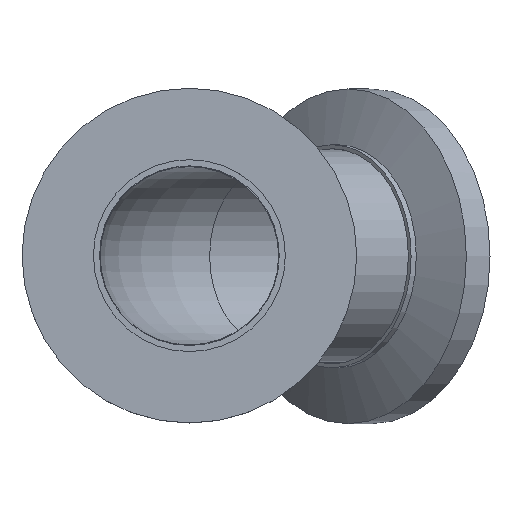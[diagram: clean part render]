
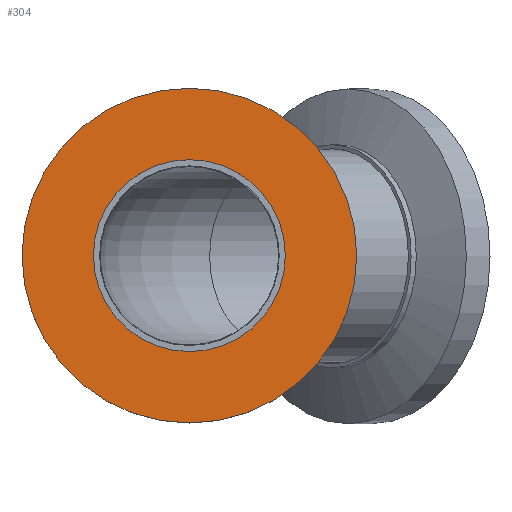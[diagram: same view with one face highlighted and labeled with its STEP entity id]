
A CAD part, top view. The second image highlights one B-rep face of the part: STEP entity #304.
In plain terms, the highlighted face is planar.
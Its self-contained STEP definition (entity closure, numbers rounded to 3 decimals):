
#36=FACE_BOUND('',#77,.T.);
#42=PLANE('',#396);
#55=FACE_OUTER_BOUND('',#76,.T.);
#76=EDGE_LOOP('',(#254,#255));
#77=EDGE_LOOP('',(#256,#257));
#110=CIRCLE('',#370,15.);
#111=CIRCLE('',#371,15.);
#126=CIRCLE('',#394,8.6);
#127=CIRCLE('',#395,8.6);
#140=VERTEX_POINT('',#544);
#141=VERTEX_POINT('',#546);
#156=VERTEX_POINT('',#589);
#157=VERTEX_POINT('',#591);
#169=EDGE_CURVE('',#140,#141,#110,.T.);
#170=EDGE_CURVE('',#141,#140,#111,.T.);
#190=EDGE_CURVE('',#157,#156,#126,.T.);
#191=EDGE_CURVE('',#156,#157,#127,.T.);
#254=ORIENTED_EDGE('',*,*,#170,.F.);
#255=ORIENTED_EDGE('',*,*,#169,.F.);
#256=ORIENTED_EDGE('',*,*,#190,.T.);
#257=ORIENTED_EDGE('',*,*,#191,.T.);
#304=ADVANCED_FACE('',(#55,#36),#42,.T.);
#370=AXIS2_PLACEMENT_3D('',#547,#430,#431);
#371=AXIS2_PLACEMENT_3D('',#548,#432,#433);
#394=AXIS2_PLACEMENT_3D('',#592,#483,#484);
#395=AXIS2_PLACEMENT_3D('',#593,#485,#486);
#396=AXIS2_PLACEMENT_3D('',#594,#487,#488);
#430=DIRECTION('center_axis',(0.,1.,0.));
#431=DIRECTION('ref_axis',(1.,0.,0.));
#432=DIRECTION('center_axis',(0.,1.,0.));
#433=DIRECTION('ref_axis',(1.,0.,0.));
#483=DIRECTION('center_axis',(0.,1.,0.));
#484=DIRECTION('ref_axis',(1.,0.,0.));
#485=DIRECTION('center_axis',(0.,1.,0.));
#486=DIRECTION('ref_axis',(1.,0.,0.));
#487=DIRECTION('center_axis',(0.,-1.,0.));
#488=DIRECTION('ref_axis',(0.,0.,-1.));
#544=CARTESIAN_POINT('',(15.,0.,0.));
#546=CARTESIAN_POINT('',(-15.,0.,0.));
#547=CARTESIAN_POINT('Origin',(0.,0.,0.));
#548=CARTESIAN_POINT('Origin',(0.,0.,0.));
#589=CARTESIAN_POINT('',(8.6,0.,0.));
#591=CARTESIAN_POINT('',(-8.6,0.,0.));
#592=CARTESIAN_POINT('Origin',(0.,0.,0.));
#593=CARTESIAN_POINT('Origin',(0.,0.,0.));
#594=CARTESIAN_POINT('Origin',(-15.,0.,0.));
